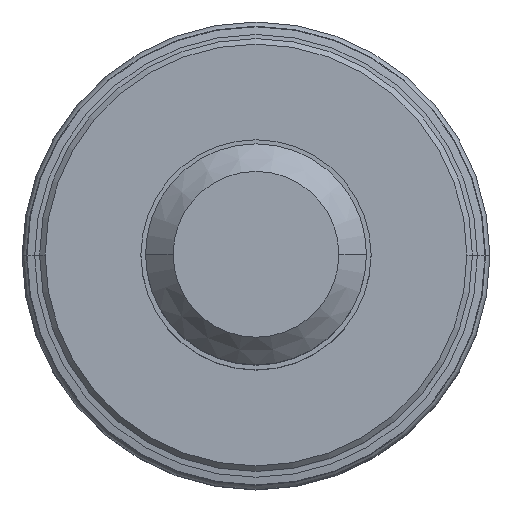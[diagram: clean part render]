
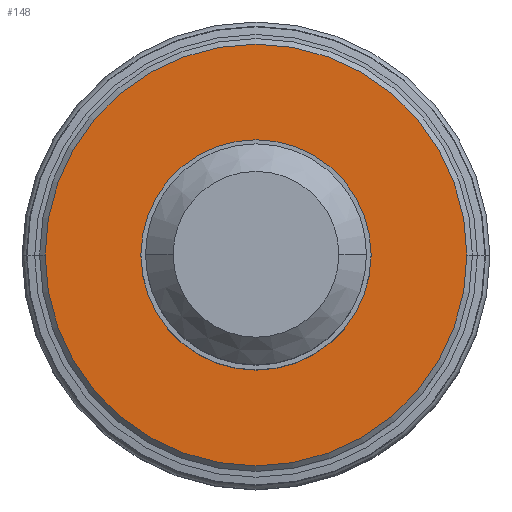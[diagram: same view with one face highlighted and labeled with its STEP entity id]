
A CAD part, top view. The second image highlights one B-rep face of the part: STEP entity #148.
In plain terms, the highlighted planar face has unit normal (0, 0, 1).
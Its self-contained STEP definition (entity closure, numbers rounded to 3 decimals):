
#28=PLANE('',#1297);
#33=FACE_BOUND('',#297,.T.);
#34=FACE_BOUND('',#298,.T.);
#148=ADVANCED_FACE('',(#33,#34),#28,.F.);
#297=EDGE_LOOP('',(#468,#469,#470,#471));
#298=EDGE_LOOP('',(#472,#473));
#468=ORIENTED_EDGE('',*,*,#800,.F.);
#469=ORIENTED_EDGE('',*,*,#801,.F.);
#470=ORIENTED_EDGE('',*,*,#799,.F.);
#471=ORIENTED_EDGE('',*,*,#798,.F.);
#472=ORIENTED_EDGE('',*,*,#802,.F.);
#473=ORIENTED_EDGE('',*,*,#803,.F.);
#678=VERTEX_POINT('',#3013);
#679=VERTEX_POINT('',#3015);
#680=VERTEX_POINT('',#3017);
#681=VERTEX_POINT('',#3021);
#682=VERTEX_POINT('',#3024);
#683=VERTEX_POINT('',#3025);
#798=EDGE_CURVE('',#679,#680,#968,.T.);
#799=EDGE_CURVE('',#680,#678,#969,.T.);
#800=EDGE_CURVE('',#681,#679,#970,.T.);
#801=EDGE_CURVE('',#678,#681,#971,.T.);
#802=EDGE_CURVE('',#682,#683,#972,.T.);
#803=EDGE_CURVE('',#683,#682,#973,.T.);
#968=CIRCLE('',#1290,11.45);
#969=CIRCLE('',#1291,11.45);
#970=CIRCLE('',#1293,11.45);
#971=CIRCLE('',#1294,11.45);
#972=CIRCLE('',#1295,6.25);
#973=CIRCLE('',#1296,6.25);
#1290=AXIS2_PLACEMENT_3D('',#3016,#1570,#1571);
#1291=AXIS2_PLACEMENT_3D('',#3018,#1572,#1573);
#1293=AXIS2_PLACEMENT_3D('',#3020,#1576,#1577);
#1294=AXIS2_PLACEMENT_3D('',#3022,#1578,#1579);
#1295=AXIS2_PLACEMENT_3D('',#3023,#1580,#1581);
#1296=AXIS2_PLACEMENT_3D('',#3026,#1582,#1583);
#1297=AXIS2_PLACEMENT_3D('',#3027,#1584,#1585);
#1570=DIRECTION('',(0.,0.,-1.));
#1571=DIRECTION('',(1.,0.,0.));
#1572=DIRECTION('',(0.,0.,-1.));
#1573=DIRECTION('',(0.,-1.,0.));
#1576=DIRECTION('',(0.,0.,-1.));
#1577=DIRECTION('',(0.,1.,0.));
#1578=DIRECTION('',(0.,0.,-1.));
#1579=DIRECTION('',(-1.,0.,0.));
#1580=DIRECTION('',(0.,0.,1.));
#1581=DIRECTION('',(1.,0.,0.));
#1582=DIRECTION('',(0.,0.,1.));
#1583=DIRECTION('',(-1.,0.,0.));
#1584=DIRECTION('',(0.,0.,-1.));
#1585=DIRECTION('',(-1.,0.,0.));
#3013=CARTESIAN_POINT('',(-11.45,0.,0.));
#3015=CARTESIAN_POINT('',(11.45,0.,0.));
#3016=CARTESIAN_POINT('',(0.,0.,0.));
#3017=CARTESIAN_POINT('',(0.,-11.45,0.));
#3018=CARTESIAN_POINT('',(0.,0.,0.));
#3020=CARTESIAN_POINT('',(0.,0.,0.));
#3021=CARTESIAN_POINT('',(0.,11.45,0.));
#3022=CARTESIAN_POINT('',(0.,0.,0.));
#3023=CARTESIAN_POINT('',(0.,0.,0.));
#3024=CARTESIAN_POINT('',(6.25,0.,0.));
#3025=CARTESIAN_POINT('',(-6.25,0.,0.));
#3026=CARTESIAN_POINT('',(0.,0.,0.));
#3027=CARTESIAN_POINT('',(0.,0.,0.));
